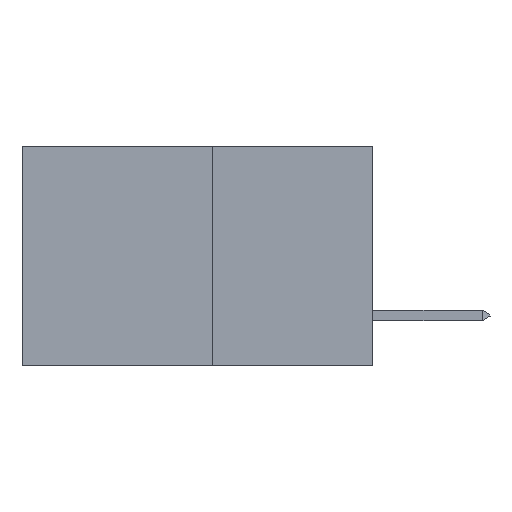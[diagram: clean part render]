
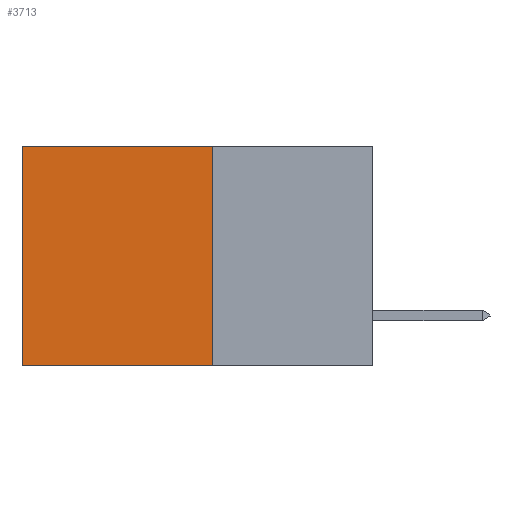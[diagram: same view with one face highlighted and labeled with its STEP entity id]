
A CAD part, left-side view. The second image highlights one B-rep face of the part: STEP entity #3713.
In plain terms, the highlighted planar face has unit normal (-1, 0, 0).
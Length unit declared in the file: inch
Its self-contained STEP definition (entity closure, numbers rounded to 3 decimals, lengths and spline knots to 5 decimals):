
#892 = VECTOR ( 'NONE', #22125, 39.37008 ) ;
#1420 = VERTEX_POINT ( 'NONE', #7951 ) ;
#1421 = EDGE_LOOP ( 'NONE', ( #15966, #21071, #5014, #24452 ) ) ;
#2024 = EDGE_CURVE ( 'NONE', #27557, #11409, #20398, .T. ) ;
#3076 = AXIS2_PLACEMENT_3D ( 'NONE', #5776, #5684, #5611 ) ;
#3713 = ADVANCED_FACE ( 'NONE', ( #26784 ), #5871, .F. ) ;
#4363 = CARTESIAN_POINT ( 'NONE',  ( 0.277, 0.27, 0. ) ) ;
#5014 = ORIENTED_EDGE ( 'NONE', *, *, #10653, .F. ) ;
#5611 = DIRECTION ( 'NONE',  ( 0., 0., -1. ) ) ;
#5684 = DIRECTION ( 'NONE',  ( 1., 0., 0. ) ) ;
#5776 = CARTESIAN_POINT ( 'NONE',  ( 0.277, 0.27, -0.37 ) ) ;
#5871 = PLANE ( 'NONE',  #3076 ) ;
#6775 = VECTOR ( 'NONE', #27323, 39.37008 ) ;
#6873 = LINE ( 'NONE', #25418, #23861 ) ;
#7063 = VERTEX_POINT ( 'NONE', #25962 ) ;
#7951 = CARTESIAN_POINT ( 'NONE',  ( 0.277, 0.27, -0.37 ) ) ;
#9219 = CARTESIAN_POINT ( 'NONE',  ( 0.277, 0.59, 0. ) ) ;
#9421 = EDGE_CURVE ( 'NONE', #1420, #11409, #6873, .T. ) ;
#9696 = CARTESIAN_POINT ( 'NONE',  ( 0.277, 0.27, -0.37 ) ) ;
#10653 = EDGE_CURVE ( 'NONE', #7063, #1420, #24442, .T. ) ;
#11409 = VERTEX_POINT ( 'NONE', #16929 ) ;
#13833 = VECTOR ( 'NONE', #22830, 39.37008 ) ;
#14843 = CARTESIAN_POINT ( 'NONE',  ( 0.277, 0.59, -0.37 ) ) ;
#15356 = EDGE_CURVE ( 'NONE', #7063, #27557, #24522, .T. ) ;
#15966 = ORIENTED_EDGE ( 'NONE', *, *, #2024, .T. ) ;
#16929 = CARTESIAN_POINT ( 'NONE',  ( 0.277, 0.59, -0.37 ) ) ;
#20398 = LINE ( 'NONE', #14843, #13833 ) ;
#21071 = ORIENTED_EDGE ( 'NONE', *, *, #9421, .F. ) ;
#22125 = DIRECTION ( 'NONE',  ( 0., 1., 0. ) ) ;
#22830 = DIRECTION ( 'NONE',  ( 0., 0., -1. ) ) ;
#23861 = VECTOR ( 'NONE', #25348, 39.37008 ) ;
#24442 = LINE ( 'NONE', #9696, #6775 ) ;
#24452 = ORIENTED_EDGE ( 'NONE', *, *, #15356, .T. ) ;
#24522 = LINE ( 'NONE', #4363, #892 ) ;
#25348 = DIRECTION ( 'NONE',  ( 0., 1., 0. ) ) ;
#25418 = CARTESIAN_POINT ( 'NONE',  ( 0.277, 0.27, -0.37 ) ) ;
#25962 = CARTESIAN_POINT ( 'NONE',  ( 0.277, 0.27, 0. ) ) ;
#26784 = FACE_OUTER_BOUND ( 'NONE', #1421, .T. ) ;
#27323 = DIRECTION ( 'NONE',  ( 0., 0., -1. ) ) ;
#27557 = VERTEX_POINT ( 'NONE', #9219 ) ;
